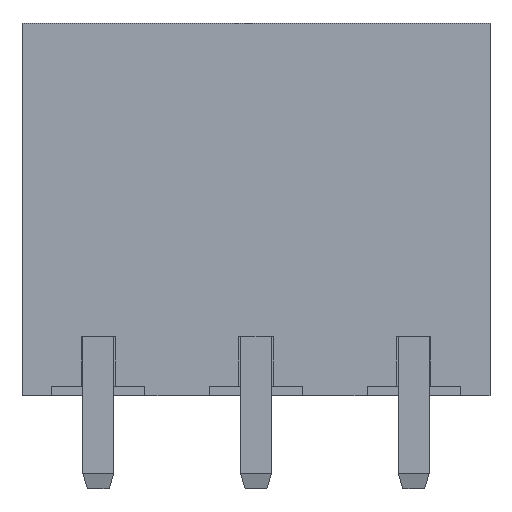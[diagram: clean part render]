
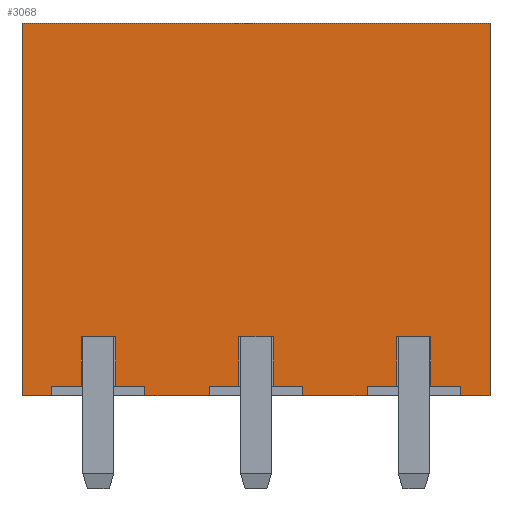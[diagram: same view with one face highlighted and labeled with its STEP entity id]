
A CAD part, front view. The second image highlights one B-rep face of the part: STEP entity #3068.
In plain terms, the highlighted planar face has unit normal (0, -1, 0).
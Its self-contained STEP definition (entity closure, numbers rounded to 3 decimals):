
#160=FACE_OUTER_BOUND('',#329,.T.);
#329=EDGE_LOOP('',(#2338,#2339,#2340,#2341,#2342,#2343,#2344,#2345,#2346,
#2347,#2348,#2349,#2350,#2351,#2352,#2353,#2354,#2355,#2356,#2357,#2358,
#2359,#2360,#2361,#2362,#2363,#2364,#2365));
#503=LINE('',#4382,#902);
#505=LINE('',#4388,#904);
#510=LINE('',#4396,#909);
#523=LINE('',#4423,#922);
#528=LINE('',#4434,#927);
#530=LINE('',#4437,#929);
#531=LINE('',#4438,#930);
#551=LINE('',#4481,#950);
#618=LINE('',#4643,#1017);
#622=LINE('',#4651,#1021);
#624=LINE('',#4653,#1023);
#625=LINE('',#4655,#1024);
#629=LINE('',#4663,#1028);
#630=LINE('',#4664,#1029);
#631=LINE('',#4666,#1030);
#632=LINE('',#4668,#1031);
#633=LINE('',#4670,#1032);
#634=LINE('',#4672,#1033);
#635=LINE('',#4674,#1034);
#636=LINE('',#4676,#1035);
#637=LINE('',#4677,#1036);
#638=LINE('',#4679,#1037);
#639=LINE('',#4681,#1038);
#640=LINE('',#4683,#1039);
#641=LINE('',#4685,#1040);
#642=LINE('',#4687,#1041);
#643=LINE('',#4689,#1042);
#644=LINE('',#4690,#1043);
#902=VECTOR('',#3553,10.);
#904=VECTOR('',#3557,10.);
#909=VECTOR('',#3566,10.);
#922=VECTOR('',#3585,10.);
#927=VECTOR('',#3594,10.);
#929=VECTOR('',#3598,10.);
#930=VECTOR('',#3599,10.);
#950=VECTOR('',#3631,10.);
#1017=VECTOR('',#3778,10.);
#1021=VECTOR('',#3782,10.);
#1023=VECTOR('',#3784,10.);
#1024=VECTOR('',#3785,10.);
#1028=VECTOR('',#3791,10.);
#1029=VECTOR('',#3792,10.);
#1030=VECTOR('',#3793,10.);
#1031=VECTOR('',#3794,10.);
#1032=VECTOR('',#3795,10.);
#1033=VECTOR('',#3796,10.);
#1034=VECTOR('',#3797,10.);
#1035=VECTOR('',#3798,10.);
#1036=VECTOR('',#3799,10.);
#1037=VECTOR('',#3800,10.);
#1038=VECTOR('',#3801,10.);
#1039=VECTOR('',#3802,10.);
#1040=VECTOR('',#3803,10.);
#1041=VECTOR('',#3804,10.);
#1042=VECTOR('',#3805,10.);
#1043=VECTOR('',#3806,10.);
#1263=VERTEX_POINT('',#4376);
#1265=VERTEX_POINT('',#4380);
#1266=VERTEX_POINT('',#4384);
#1268=VERTEX_POINT('',#4387);
#1278=VERTEX_POINT('',#4417);
#1280=VERTEX_POINT('',#4421);
#1283=VERTEX_POINT('',#4431);
#1284=VERTEX_POINT('',#4433);
#1300=VERTEX_POINT('',#4478);
#1301=VERTEX_POINT('',#4480);
#1355=VERTEX_POINT('',#4641);
#1356=VERTEX_POINT('',#4642);
#1359=VERTEX_POINT('',#4648);
#1360=VERTEX_POINT('',#4650);
#1361=VERTEX_POINT('',#4654);
#1364=VERTEX_POINT('',#4662);
#1365=VERTEX_POINT('',#4665);
#1366=VERTEX_POINT('',#4667);
#1367=VERTEX_POINT('',#4669);
#1368=VERTEX_POINT('',#4671);
#1369=VERTEX_POINT('',#4673);
#1370=VERTEX_POINT('',#4675);
#1371=VERTEX_POINT('',#4678);
#1372=VERTEX_POINT('',#4680);
#1373=VERTEX_POINT('',#4682);
#1374=VERTEX_POINT('',#4684);
#1375=VERTEX_POINT('',#4686);
#1376=VERTEX_POINT('',#4688);
#1584=EDGE_CURVE('',#1265,#1263,#503,.T.);
#1586=EDGE_CURVE('',#1266,#1268,#505,.T.);
#1591=EDGE_CURVE('',#1268,#1265,#510,.T.);
#1604=EDGE_CURVE('',#1280,#1278,#523,.T.);
#1609=EDGE_CURVE('',#1283,#1284,#528,.T.);
#1611=EDGE_CURVE('',#1278,#1266,#530,.T.);
#1612=EDGE_CURVE('',#1263,#1283,#531,.T.);
#1632=EDGE_CURVE('',#1301,#1300,#551,.T.);
#1713=EDGE_CURVE('',#1355,#1356,#618,.T.);
#1717=EDGE_CURVE('',#1359,#1360,#622,.T.);
#1719=EDGE_CURVE('',#1280,#1301,#624,.T.);
#1720=EDGE_CURVE('',#1361,#1284,#625,.T.);
#1724=EDGE_CURVE('',#1364,#1300,#629,.T.);
#1725=EDGE_CURVE('',#1360,#1364,#630,.T.);
#1726=EDGE_CURVE('',#1359,#1365,#631,.T.);
#1727=EDGE_CURVE('',#1365,#1366,#632,.T.);
#1728=EDGE_CURVE('',#1366,#1367,#633,.T.);
#1729=EDGE_CURVE('',#1367,#1368,#634,.T.);
#1730=EDGE_CURVE('',#1368,#1369,#635,.T.);
#1731=EDGE_CURVE('',#1369,#1370,#636,.T.);
#1732=EDGE_CURVE('',#1370,#1356,#637,.T.);
#1733=EDGE_CURVE('',#1355,#1371,#638,.T.);
#1734=EDGE_CURVE('',#1371,#1372,#639,.T.);
#1735=EDGE_CURVE('',#1372,#1373,#640,.T.);
#1736=EDGE_CURVE('',#1373,#1374,#641,.T.);
#1737=EDGE_CURVE('',#1374,#1375,#642,.T.);
#1738=EDGE_CURVE('',#1375,#1376,#643,.T.);
#1739=EDGE_CURVE('',#1376,#1361,#644,.T.);
#2338=ORIENTED_EDGE('',*,*,#1724,.F.);
#2339=ORIENTED_EDGE('',*,*,#1725,.F.);
#2340=ORIENTED_EDGE('',*,*,#1717,.F.);
#2341=ORIENTED_EDGE('',*,*,#1726,.T.);
#2342=ORIENTED_EDGE('',*,*,#1727,.T.);
#2343=ORIENTED_EDGE('',*,*,#1728,.T.);
#2344=ORIENTED_EDGE('',*,*,#1729,.T.);
#2345=ORIENTED_EDGE('',*,*,#1730,.T.);
#2346=ORIENTED_EDGE('',*,*,#1731,.T.);
#2347=ORIENTED_EDGE('',*,*,#1732,.T.);
#2348=ORIENTED_EDGE('',*,*,#1713,.F.);
#2349=ORIENTED_EDGE('',*,*,#1733,.T.);
#2350=ORIENTED_EDGE('',*,*,#1734,.T.);
#2351=ORIENTED_EDGE('',*,*,#1735,.T.);
#2352=ORIENTED_EDGE('',*,*,#1736,.T.);
#2353=ORIENTED_EDGE('',*,*,#1737,.T.);
#2354=ORIENTED_EDGE('',*,*,#1738,.T.);
#2355=ORIENTED_EDGE('',*,*,#1739,.T.);
#2356=ORIENTED_EDGE('',*,*,#1720,.T.);
#2357=ORIENTED_EDGE('',*,*,#1609,.F.);
#2358=ORIENTED_EDGE('',*,*,#1612,.F.);
#2359=ORIENTED_EDGE('',*,*,#1584,.F.);
#2360=ORIENTED_EDGE('',*,*,#1591,.F.);
#2361=ORIENTED_EDGE('',*,*,#1586,.F.);
#2362=ORIENTED_EDGE('',*,*,#1611,.F.);
#2363=ORIENTED_EDGE('',*,*,#1604,.F.);
#2364=ORIENTED_EDGE('',*,*,#1719,.T.);
#2365=ORIENTED_EDGE('',*,*,#1632,.T.);
#2905=PLANE('',#3266);
#3068=ADVANCED_FACE('',(#160),#2905,.T.);
#3266=AXIS2_PLACEMENT_3D('',#4661,#3789,#3790);
#3553=DIRECTION('',(0.,0.,-1.));
#3557=DIRECTION('',(0.,0.,1.));
#3566=DIRECTION('',(-1.,0.,0.));
#3585=DIRECTION('',(0.,0.,1.));
#3594=DIRECTION('',(0.,0.,-1.));
#3598=DIRECTION('',(-1.,0.,0.));
#3599=DIRECTION('',(-1.,0.,0.));
#3631=DIRECTION('',(0.,0.,1.));
#3778=DIRECTION('',(-1.,0.,0.));
#3782=DIRECTION('',(-1.,0.,0.));
#3784=DIRECTION('',(1.,0.,0.));
#3785=DIRECTION('',(1.,0.,0.));
#3789=DIRECTION('center_axis',(0.,-1.,0.));
#3790=DIRECTION('ref_axis',(-1.,0.,0.));
#3791=DIRECTION('',(1.,0.,0.));
#3792=DIRECTION('',(0.,0.,1.));
#3793=DIRECTION('',(0.,0.,1.));
#3794=DIRECTION('',(1.,0.,0.));
#3795=DIRECTION('',(0.,0.,1.));
#3796=DIRECTION('',(1.,0.,0.));
#3797=DIRECTION('',(0.,0.,-1.));
#3798=DIRECTION('',(1.,0.,0.));
#3799=DIRECTION('',(0.,0.,-1.));
#3800=DIRECTION('',(0.,0.,1.));
#3801=DIRECTION('',(1.,0.,0.));
#3802=DIRECTION('',(0.,0.,1.));
#3803=DIRECTION('',(1.,0.,0.));
#3804=DIRECTION('',(0.,0.,-1.));
#3805=DIRECTION('',(1.,0.,0.));
#3806=DIRECTION('',(0.,0.,-1.));
#4376=CARTESIAN_POINT('',(12.07,0.,-0.7));
#4380=CARTESIAN_POINT('',(12.07,0.,0.9));
#4382=CARTESIAN_POINT('',(12.07,0.,-0.5));
#4384=CARTESIAN_POINT('',(13.17,0.,-0.7));
#4387=CARTESIAN_POINT('',(13.17,0.,0.9));
#4388=CARTESIAN_POINT('',(13.17,0.,-0.5));
#4396=CARTESIAN_POINT('',(7.58,0.,0.9));
#4417=CARTESIAN_POINT('',(14.12,0.,-0.7));
#4421=CARTESIAN_POINT('',(14.12,0.,-1.));
#4423=CARTESIAN_POINT('',(14.12,0.,-0.5));
#4431=CARTESIAN_POINT('',(11.12,0.,-0.7));
#4433=CARTESIAN_POINT('',(11.12,0.,-1.));
#4434=CARTESIAN_POINT('',(11.12,0.,-0.5));
#4437=CARTESIAN_POINT('',(7.58,0.,-0.7));
#4438=CARTESIAN_POINT('',(7.58,0.,-0.7));
#4478=CARTESIAN_POINT('',(15.08,0.,11.));
#4480=CARTESIAN_POINT('',(15.08,0.,-1.));
#4481=CARTESIAN_POINT('',(15.08,0.,0.));
#4641=CARTESIAN_POINT('',(6.04,0.,-1.));
#4642=CARTESIAN_POINT('',(3.96,0.,-1.));
#4643=CARTESIAN_POINT('',(0.,0.,-1.));
#4648=CARTESIAN_POINT('',(0.96,0.,-1.));
#4650=CARTESIAN_POINT('',(0.,0.,-1.));
#4651=CARTESIAN_POINT('',(0.,0.,-1.));
#4653=CARTESIAN_POINT('',(15.08,0.,-1.));
#4654=CARTESIAN_POINT('',(9.04,0.,-1.));
#4655=CARTESIAN_POINT('',(15.08,0.,-1.));
#4661=CARTESIAN_POINT('Origin',(10.,0.,0.));
#4662=CARTESIAN_POINT('',(0.,0.,11.));
#4663=CARTESIAN_POINT('',(0.,0.,11.));
#4664=CARTESIAN_POINT('',(0.,0.,0.));
#4665=CARTESIAN_POINT('',(0.96,0.,-0.7));
#4666=CARTESIAN_POINT('',(0.96,0.,-0.5));
#4667=CARTESIAN_POINT('',(1.91,0.,-0.7));
#4668=CARTESIAN_POINT('',(7.5,0.,-0.7));
#4669=CARTESIAN_POINT('',(1.91,0.,0.9));
#4670=CARTESIAN_POINT('',(1.91,0.,-0.5));
#4671=CARTESIAN_POINT('',(3.01,0.,0.9));
#4672=CARTESIAN_POINT('',(7.5,0.,0.9));
#4673=CARTESIAN_POINT('',(3.01,0.,-0.7));
#4674=CARTESIAN_POINT('',(3.01,0.,-0.5));
#4675=CARTESIAN_POINT('',(3.96,0.,-0.7));
#4676=CARTESIAN_POINT('',(7.5,0.,-0.7));
#4677=CARTESIAN_POINT('',(3.96,0.,-0.5));
#4678=CARTESIAN_POINT('',(6.04,0.,-0.7));
#4679=CARTESIAN_POINT('',(6.04,0.,-0.5));
#4680=CARTESIAN_POINT('',(6.99,0.,-0.7));
#4681=CARTESIAN_POINT('',(7.5,0.,-0.7));
#4682=CARTESIAN_POINT('',(6.99,0.,0.9));
#4683=CARTESIAN_POINT('',(6.99,0.,-0.5));
#4684=CARTESIAN_POINT('',(8.09,0.,0.9));
#4685=CARTESIAN_POINT('',(7.5,0.,0.9));
#4686=CARTESIAN_POINT('',(8.09,0.,-0.7));
#4687=CARTESIAN_POINT('',(8.09,0.,-0.5));
#4688=CARTESIAN_POINT('',(9.04,0.,-0.7));
#4689=CARTESIAN_POINT('',(7.5,0.,-0.7));
#4690=CARTESIAN_POINT('',(9.04,0.,-0.5));
